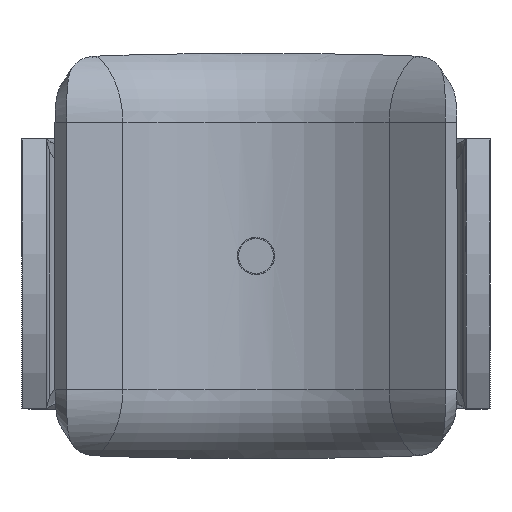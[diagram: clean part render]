
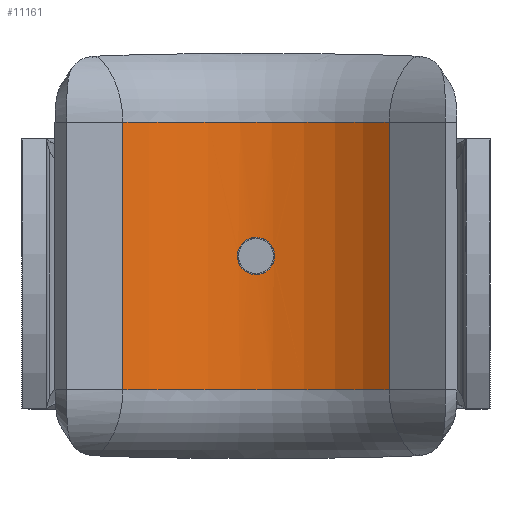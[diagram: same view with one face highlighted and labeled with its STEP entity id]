
A CAD part, front view. The second image highlights one B-rep face of the part: STEP entity #11161.
In plain terms, the highlighted cylindrical face has radius 17 mm (diameter 34 mm), a partial arc.
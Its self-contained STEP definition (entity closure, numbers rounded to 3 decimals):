
#14 = DIRECTION ( 'NONE',  ( -1., 0., 0. ) ) ;
#26 = VERTEX_POINT ( 'NONE', #10556 ) ;
#70 = CARTESIAN_POINT ( 'NONE',  ( -0.403, 8.146, -1.5 ) ) ;
#147 = CARTESIAN_POINT ( 'NONE',  ( -0.946, 8.124, -1.232 ) ) ;
#254 = DIRECTION ( 'NONE',  ( -1., 0., 0. ) ) ;
#300 = CARTESIAN_POINT ( 'NONE',  ( 1.232, 8.105, -0.946 ) ) ;
#486 = CARTESIAN_POINT ( 'NONE',  ( 11.099, 4.027, 17.5 ) ) ;
#676 = DIRECTION ( 'NONE',  ( -1., 0., 0. ) ) ;
#694 = CARTESIAN_POINT ( 'NONE',  ( 1.55, 8.079, 0.203 ) ) ;
#1430 = VERTEX_POINT ( 'NONE', #15273 ) ;
#1488 = CARTESIAN_POINT ( 'NONE',  ( -0.688, 8.136, -1.393 ) ) ;
#1553 = EDGE_CURVE ( 'NONE', #4237, #4237, #6929, .T. ) ;
#2055 = VERTEX_POINT ( 'NONE', #15638 ) ;
#2083 = VECTOR ( 'NONE', #10496, 1000. ) ;
#2451 = CARTESIAN_POINT ( 'NONE',  ( -0.688, 8.136, 1.393 ) ) ;
#2535 = CARTESIAN_POINT ( 'NONE',  ( -0.945, 8.124, 1.233 ) ) ;
#2610 = CARTESIAN_POINT ( 'NONE',  ( -1.025, 8.119, 1.167 ) ) ;
#2682 = CARTESIAN_POINT ( 'NONE',  ( -1.5, 8.084, -0.402 ) ) ;
#2993 = CARTESIAN_POINT ( 'NONE',  ( 0.205, 8.15, 1.55 ) ) ;
#3669 = FACE_BOUND ( 'NONE', #8600, .T. ) ;
#3726 = CARTESIAN_POINT ( 'NONE',  ( 0.952, 8.124, -1.24 ) ) ;
#3807 = CARTESIAN_POINT ( 'NONE',  ( -0.203, 8.149, 1.54 ) ) ;
#3882 = CARTESIAN_POINT ( 'NONE',  ( -1.54, 8.08, -0.203 ) ) ;
#4038 = CARTESIAN_POINT ( 'NONE',  ( 1.5, 8.084, -0.403 ) ) ;
#4237 = VERTEX_POINT ( 'NONE', #4316 ) ;
#4274 = CARTESIAN_POINT ( 'NONE',  ( 1.51, 8.083, 0.404 ) ) ;
#4316 = CARTESIAN_POINT ( 'NONE',  ( 0., 8.15, 1.55 ) ) ;
#4851 = CARTESIAN_POINT ( 'NONE',  ( -1.233, 8.105, -0.945 ) ) ;
#4928 = CARTESIAN_POINT ( 'NONE',  ( 0.202, 8.15, -1.55 ) ) ;
#4957 = DIRECTION ( 'NONE',  ( 0., 0., -1. ) ) ;
#4996 = EDGE_LOOP ( 'NONE', ( #7135, #8086, #8023, #10175 ) ) ;
#5037 = CIRCLE ( 'NONE', #12896, 17. ) ;
#5230 = CARTESIAN_POINT ( 'NONE',  ( 1.47, 8.086, -0.501 ) ) ;
#5395 = CARTESIAN_POINT ( 'NONE',  ( 1.346, 8.097, 0.775 ) ) ;
#5449 = EDGE_CURVE ( 'NONE', #2055, #26, #5790, .T. ) ;
#5552 = CARTESIAN_POINT ( 'NONE',  ( 1.392, 8.093, -0.689 ) ) ;
#5790 = CIRCLE ( 'NONE', #12128, 17. ) ;
#5889 = LINE ( 'NONE', #15337, #2083 ) ;
#6073 = CARTESIAN_POINT ( 'NONE',  ( 0., -8.85, 11.15 ) ) ;
#6125 = CARTESIAN_POINT ( 'NONE',  ( -0.102, 8.15, -1.55 ) ) ;
#6203 = CARTESIAN_POINT ( 'NONE',  ( -1.471, 8.086, -0.499 ) ) ;
#6754 = EDGE_CURVE ( 'NONE', #1430, #14159, #5037, .T. ) ;
#6929 = B_SPLINE_CURVE_WITH_KNOTS ( 'NONE', 3,
 ( #12244, #13349, #3807, #9856, #8739, #2451, #14768, #2535, #2610, #13580, #7313, #15735, #10897, #7395, #3882, #2682, #6203, #12318, #7541, #4851, #11051, #7467, #147, #12165, #1488, #8664, #70, #11200, #6125, #4928, #9782, #14615, #3726, #8585, #300, #10079, #5552, #5230, #4038, #10399, #7933, #694, #4274, #10320, #5395, #15161, #14924, #7859, #11355, #12546, #2993, #8896 ),
 .UNSPECIFIED., .T., .F.,
 ( 4, 2, 2, 2, 2, 2, 2, 2, 2, 2, 2, 2, 2, 2, 2, 2, 2, 2, 2, 2, 2, 2, 2, 2, 2, 4 ),
 ( 0., 0., 0.001, 0.001, 0.001, 0.002, 0.002, 0.003, 0.003, 0.003, 0.004, 0.004, 0.004, 0.005, 0.005, 0.005, 0.006, 0.006, 0.007, 0.007, 0.007, 0.008, 0.008, 0.008, 0.009, 0.01 ),
 .UNSPECIFIED. ) ;
#7047 = EDGE_CURVE ( 'NONE', #14159, #26, #13763, .T. ) ;
#7135 = ORIENTED_EDGE ( 'NONE', *, *, #7047, .F. ) ;
#7313 = CARTESIAN_POINT ( 'NONE',  ( -1.354, 8.096, 0.78 ) ) ;
#7395 = CARTESIAN_POINT ( 'NONE',  ( -1.55, 8.079, -0.1 ) ) ;
#7467 = CARTESIAN_POINT ( 'NONE',  ( -1.024, 8.119, -1.168 ) ) ;
#7541 = CARTESIAN_POINT ( 'NONE',  ( -1.345, 8.097, -0.777 ) ) ;
#7859 = CARTESIAN_POINT ( 'NONE',  ( 0.954, 8.124, 1.238 ) ) ;
#7933 = CARTESIAN_POINT ( 'NONE',  ( 1.55, 8.079, -0.104 ) ) ;
#8023 = ORIENTED_EDGE ( 'NONE', *, *, #11516, .T. ) ;
#8086 = ORIENTED_EDGE ( 'NONE', *, *, #6754, .F. ) ;
#8585 = CARTESIAN_POINT ( 'NONE',  ( 1.166, 8.11, -1.026 ) ) ;
#8600 = EDGE_LOOP ( 'NONE', ( #12854 ) ) ;
#8664 = CARTESIAN_POINT ( 'NONE',  ( -0.5, 8.143, -1.471 ) ) ;
#8739 = CARTESIAN_POINT ( 'NONE',  ( -0.5, 8.143, 1.471 ) ) ;
#8896 = CARTESIAN_POINT ( 'NONE',  ( 0., 8.15, 1.55 ) ) ;
#9208 = AXIS2_PLACEMENT_3D ( 'NONE', #14558, #10916, #14 ) ;
#9782 = CARTESIAN_POINT ( 'NONE',  ( 0.406, 8.146, -1.509 ) ) ;
#9856 = CARTESIAN_POINT ( 'NONE',  ( -0.401, 8.146, 1.501 ) ) ;
#9950 = FACE_OUTER_BOUND ( 'NONE', #4996, .T. ) ;
#10079 = CARTESIAN_POINT ( 'NONE',  ( 1.345, 8.097, -0.778 ) ) ;
#10175 = ORIENTED_EDGE ( 'NONE', *, *, #5449, .T. ) ;
#10190 = DIRECTION ( 'NONE',  ( 0., 0., -1. ) ) ;
#10320 = CARTESIAN_POINT ( 'NONE',  ( 1.394, 8.093, 0.686 ) ) ;
#10399 = CARTESIAN_POINT ( 'NONE',  ( 1.54, 8.08, -0.205 ) ) ;
#10496 = DIRECTION ( 'NONE',  ( 0., 0., -1. ) ) ;
#10556 = CARTESIAN_POINT ( 'NONE',  ( 11.099, 4.027, -11.15 ) ) ;
#10897 = CARTESIAN_POINT ( 'NONE',  ( -1.55, 8.079, 0.203 ) ) ;
#10916 = DIRECTION ( 'NONE',  ( 0., 0., -1. ) ) ;
#11051 = CARTESIAN_POINT ( 'NONE',  ( -1.169, 8.11, -1.023 ) ) ;
#11129 = CARTESIAN_POINT ( 'NONE',  ( 0., -8.85, -11.15 ) ) ;
#11161 = ADVANCED_FACE ( 'NONE', ( #3669, #9950 ), #15674, .F. ) ;
#11200 = CARTESIAN_POINT ( 'NONE',  ( -0.205, 8.149, -1.54 ) ) ;
#11355 = CARTESIAN_POINT ( 'NONE',  ( 0.781, 8.133, 1.354 ) ) ;
#11516 = EDGE_CURVE ( 'NONE', #1430, #2055, #5889, .T. ) ;
#11612 = CARTESIAN_POINT ( 'NONE',  ( 11.099, 4.027, 11.15 ) ) ;
#12128 = AXIS2_PLACEMENT_3D ( 'NONE', #11129, #13584, #676 ) ;
#12165 = CARTESIAN_POINT ( 'NONE',  ( -0.778, 8.132, -1.344 ) ) ;
#12244 = CARTESIAN_POINT ( 'NONE',  ( 0., 8.15, 1.55 ) ) ;
#12318 = CARTESIAN_POINT ( 'NONE',  ( -1.394, 8.093, -0.686 ) ) ;
#12546 = CARTESIAN_POINT ( 'NONE',  ( 0.408, 8.146, 1.509 ) ) ;
#12854 = ORIENTED_EDGE ( 'NONE', *, *, #1553, .F. ) ;
#12896 = AXIS2_PLACEMENT_3D ( 'NONE', #6073, #4957, #254 ) ;
#13349 = CARTESIAN_POINT ( 'NONE',  ( -0.102, 8.15, 1.55 ) ) ;
#13407 = VECTOR ( 'NONE', #10190, 1000. ) ;
#13580 = CARTESIAN_POINT ( 'NONE',  ( -1.239, 8.105, 0.953 ) ) ;
#13584 = DIRECTION ( 'NONE',  ( 0., 0., -1. ) ) ;
#13763 = LINE ( 'NONE', #486, #13407 ) ;
#14159 = VERTEX_POINT ( 'NONE', #11612 ) ;
#14558 = CARTESIAN_POINT ( 'NONE',  ( 0., -8.85, 17.5 ) ) ;
#14615 = CARTESIAN_POINT ( 'NONE',  ( 0.779, 8.133, -1.355 ) ) ;
#14768 = CARTESIAN_POINT ( 'NONE',  ( -0.777, 8.132, 1.345 ) ) ;
#14924 = CARTESIAN_POINT ( 'NONE',  ( 1.168, 8.11, 1.024 ) ) ;
#15161 = CARTESIAN_POINT ( 'NONE',  ( 1.234, 8.105, 0.944 ) ) ;
#15273 = CARTESIAN_POINT ( 'NONE',  ( -11.099, 4.027, 11.15 ) ) ;
#15337 = CARTESIAN_POINT ( 'NONE',  ( -11.099, 4.027, 17.5 ) ) ;
#15638 = CARTESIAN_POINT ( 'NONE',  ( -11.099, 4.027, -11.15 ) ) ;
#15674 = CYLINDRICAL_SURFACE ( 'NONE', #9208, 17. ) ;
#15735 = CARTESIAN_POINT ( 'NONE',  ( -1.509, 8.083, 0.407 ) ) ;
